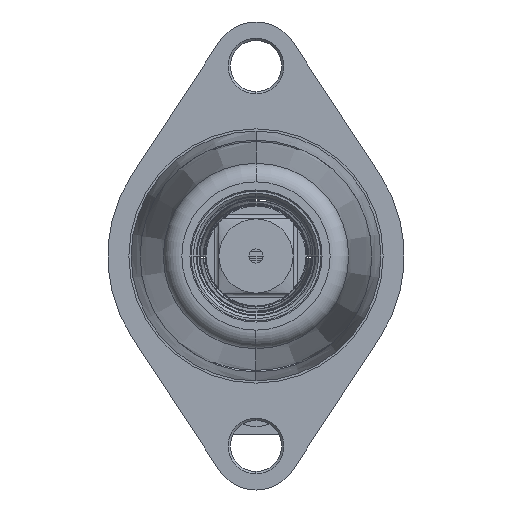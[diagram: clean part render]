
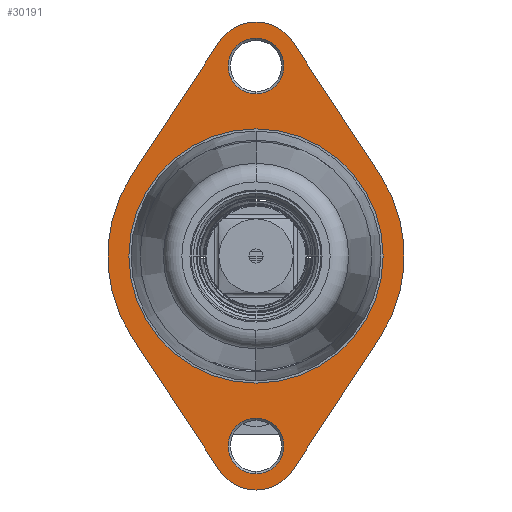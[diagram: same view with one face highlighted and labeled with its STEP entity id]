
A CAD part, left-side view. The second image highlights one B-rep face of the part: STEP entity #30191.
In plain terms, the highlighted planar face has unit normal (-1, 0, 0).
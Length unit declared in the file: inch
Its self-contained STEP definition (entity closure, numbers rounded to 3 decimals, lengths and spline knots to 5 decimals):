
#28657=CARTESIAN_POINT('',(-21.8994,0.005,0.));
#28658=DIRECTION('',(-1.,0.,0.));
#28659=DIRECTION('',(0.,0.,-1.));
#28660=AXIS2_PLACEMENT_3D('',#28657,#28658,#28659);
#28662=CARTESIAN_POINT('',(-21.8994,0.005,0.));
#28663=DIRECTION('',(-1.,0.,0.));
#28664=DIRECTION('',(0.,0.,1.));
#28665=AXIS2_PLACEMENT_3D('',#28662,#28663,#28664);
#28667=CARTESIAN_POINT('',(-21.8994,0.005,2.5625));
#28668=DIRECTION('',(1.,0.,0.));
#28669=DIRECTION('',(0.,0.836,0.549));
#28670=AXIS2_PLACEMENT_3D('',#28667,#28668,#28669);
#28672=DIRECTION('',(0.,0.549,0.836));
#28673=VECTOR('',#28672,2.14233);
#28674=CARTESIAN_POINT('',(-21.8994,-1.66706,1.09737));
#28675=LINE('',#28674,#28673);
#28676=CARTESIAN_POINT('',(-21.8994,0.005,0.));
#28677=DIRECTION('',(1.,0.,0.));
#28678=DIRECTION('',(0.,-0.836,0.549));
#28679=AXIS2_PLACEMENT_3D('',#28676,#28677,#28678);
#28681=DIRECTION('',(0.,-0.549,0.836));
#28682=VECTOR('',#28681,2.14233);
#28683=CARTESIAN_POINT('',(-21.8994,-0.4916,-2.88842));
#28684=LINE('',#28683,#28682);
#28685=CARTESIAN_POINT('',(-21.8994,0.005,-2.5625));
#28686=DIRECTION('',(1.,0.,0.));
#28687=DIRECTION('',(0.,-0.836,-0.549));
#28688=AXIS2_PLACEMENT_3D('',#28685,#28686,#28687);
#28690=DIRECTION('',(0.,-0.549,-0.836));
#28691=VECTOR('',#28690,2.14233);
#28692=CARTESIAN_POINT('',(-21.8994,1.67706,-1.09737));
#28693=LINE('',#28692,#28691);
#28694=CARTESIAN_POINT('',(-21.8994,0.005,0.));
#28695=DIRECTION('',(1.,0.,0.));
#28696=DIRECTION('',(0.,0.836,-0.549));
#28697=AXIS2_PLACEMENT_3D('',#28694,#28695,#28696);
#28699=DIRECTION('',(0.,0.549,-0.836));
#28700=VECTOR('',#28699,2.14233);
#28701=CARTESIAN_POINT('',(-21.8994,0.5016,2.88842));
#28702=LINE('',#28701,#28700);
#29909=CARTESIAN_POINT('',(-21.8994,0.005,2.5625));
#29910=DIRECTION('',(-1.,0.,0.));
#29911=DIRECTION('',(0.,0.,1.));
#29912=AXIS2_PLACEMENT_3D('',#29909,#29910,#29911);
#29919=CARTESIAN_POINT('',(-21.8994,0.005,2.5625));
#29920=DIRECTION('',(-1.,0.,0.));
#29921=DIRECTION('',(0.,0.,-1.));
#29922=AXIS2_PLACEMENT_3D('',#29919,#29920,#29921);
#29937=CARTESIAN_POINT('',(-21.8994,0.005,-2.5625));
#29938=DIRECTION('',(-1.,0.,0.));
#29939=DIRECTION('',(0.,0.,1.));
#29940=AXIS2_PLACEMENT_3D('',#29937,#29938,#29939);
#29947=CARTESIAN_POINT('',(-21.8994,0.005,-2.5625));
#29948=DIRECTION('',(-1.,0.,0.));
#29949=DIRECTION('',(0.,0.,-1.));
#29950=AXIS2_PLACEMENT_3D('',#29947,#29948,#29949);
#30029=CARTESIAN_POINT('',(-21.8994,0.005,1.715));
#30030=CARTESIAN_POINT('',(-21.8994,0.005,-1.715));
#30031=VERTEX_POINT('',#30029);
#30032=VERTEX_POINT('',#30030);
#30033=CARTESIAN_POINT('',(-21.8994,0.5016,2.88842));
#30034=CARTESIAN_POINT('',(-21.8994,-0.4916,2.88842));
#30035=VERTEX_POINT('',#30033);
#30036=VERTEX_POINT('',#30034);
#30037=CARTESIAN_POINT('',(-21.8994,1.67706,1.09737));
#30038=VERTEX_POINT('',#30037);
#30039=CARTESIAN_POINT('',(-21.8994,1.67706,-1.09737));
#30040=VERTEX_POINT('',#30039);
#30041=CARTESIAN_POINT('',(-21.8994,0.5016,-2.88842));
#30042=VERTEX_POINT('',#30041);
#30043=CARTESIAN_POINT('',(-21.8994,-0.4916,-2.88842));
#30044=VERTEX_POINT('',#30043);
#30045=CARTESIAN_POINT('',(-21.8994,-1.66706,-1.09737));
#30046=VERTEX_POINT('',#30045);
#30047=CARTESIAN_POINT('',(-21.8994,-1.66706,1.09737));
#30048=VERTEX_POINT('',#30047);
#30081=CARTESIAN_POINT('',(-21.8994,0.005,2.9375));
#30082=CARTESIAN_POINT('',(-21.8994,0.005,2.1875));
#30083=VERTEX_POINT('',#30081);
#30084=VERTEX_POINT('',#30082);
#30089=CARTESIAN_POINT('',(-21.8994,0.005,-2.1875));
#30090=CARTESIAN_POINT('',(-21.8994,0.005,-2.9375));
#30091=VERTEX_POINT('',#30089);
#30092=VERTEX_POINT('',#30090);
#30150=CARTESIAN_POINT('',(-21.8994,0.005,0.));
#30151=DIRECTION('',(1.,0.,0.));
#30152=DIRECTION('',(0.,0.,-1.));
#30153=AXIS2_PLACEMENT_3D('',#30150,#30151,#30152);
#30154=PLANE('',#30153);
#30156=ORIENTED_EDGE('',*,*,#30155,.T.);
#30158=ORIENTED_EDGE('',*,*,#30157,.F.);
#30160=ORIENTED_EDGE('',*,*,#30159,.T.);
#30162=ORIENTED_EDGE('',*,*,#30161,.F.);
#30164=ORIENTED_EDGE('',*,*,#30163,.T.);
#30166=ORIENTED_EDGE('',*,*,#30165,.F.);
#30168=ORIENTED_EDGE('',*,*,#30167,.T.);
#30170=ORIENTED_EDGE('',*,*,#30169,.F.);
#30171=EDGE_LOOP('',(#30156,#30158,#30160,#30162,#30164,#30166,#30168,#30170));
#30172=FACE_OUTER_BOUND('',#30171,.F.);
#30174=ORIENTED_EDGE('',*,*,#30173,.T.);
#30176=ORIENTED_EDGE('',*,*,#30175,.T.);
#30177=EDGE_LOOP('',(#30174,#30176));
#30178=FACE_BOUND('',#30177,.F.);
#30180=ORIENTED_EDGE('',*,*,#30179,.T.);
#30182=ORIENTED_EDGE('',*,*,#30181,.T.);
#30183=EDGE_LOOP('',(#30180,#30182));
#30184=FACE_BOUND('',#30183,.F.);
#30186=ORIENTED_EDGE('',*,*,#30185,.T.);
#30188=ORIENTED_EDGE('',*,*,#30187,.T.);
#30189=EDGE_LOOP('',(#30186,#30188));
#30190=FACE_BOUND('',#30189,.F.);
#30191=ADVANCED_FACE('',(#30172,#30178,#30184,#30190),#30154,.F.);
#28661=CIRCLE('',#28660,1.715);
#28666=CIRCLE('',#28665,1.715);
#28671=CIRCLE('',#28670,0.594);
#28680=CIRCLE('',#28679,2.);
#28689=CIRCLE('',#28688,0.594);
#28698=CIRCLE('',#28697,2.);
#29913=CIRCLE('',#29912,0.375);
#29923=CIRCLE('',#29922,0.375);
#29941=CIRCLE('',#29940,0.375);
#29951=CIRCLE('',#29950,0.375);
#30155=EDGE_CURVE('',#30035,#30036,#28671,.T.);
#30157=EDGE_CURVE('',#30048,#30036,#28675,.T.);
#30159=EDGE_CURVE('',#30048,#30046,#28680,.T.);
#30161=EDGE_CURVE('',#30044,#30046,#28684,.T.);
#30163=EDGE_CURVE('',#30044,#30042,#28689,.T.);
#30165=EDGE_CURVE('',#30040,#30042,#28693,.T.);
#30167=EDGE_CURVE('',#30040,#30038,#28698,.T.);
#30169=EDGE_CURVE('',#30035,#30038,#28702,.T.);
#30173=EDGE_CURVE('',#30032,#30031,#28661,.T.);
#30175=EDGE_CURVE('',#30031,#30032,#28666,.T.);
#30179=EDGE_CURVE('',#30084,#30083,#29923,.T.);
#30181=EDGE_CURVE('',#30083,#30084,#29913,.T.);
#30185=EDGE_CURVE('',#30092,#30091,#29951,.T.);
#30187=EDGE_CURVE('',#30091,#30092,#29941,.T.);
